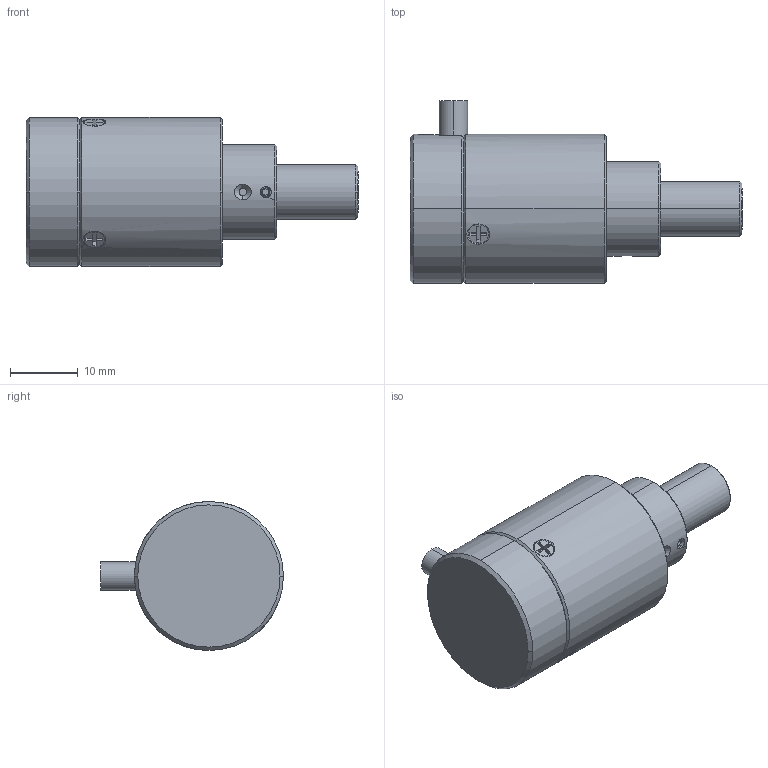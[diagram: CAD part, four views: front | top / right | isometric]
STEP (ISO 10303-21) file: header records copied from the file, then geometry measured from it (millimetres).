
FILE_DESCRIPTION (( 'STEP AP214' ), '1' );
FILE_NAME ('21869.step', '2022-08-25T15:42:42', ( '' ), ( '' ), 'SwSTEP 2.0', 'SolidWorks 2021', '' );
FILE_SCHEMA (( 'AUTOMOTIVE_DESIGN' ));
Length unit declared in the file: inch
Products named in the file (1): 21869
Bounding box: 49 x 27 x 22 mm (x, y, z)
Surface area: 3586.3 mm2 (no closed solid volume)
Topology: 0 solids, 3 shells, 106 faces, 266 edges, 174 vertices
Faces by surface type: plane 63, cone 23, cylinder 20
Entity records: 3812 total; most frequent: CARTESIAN_POINT 1206, DIRECTION 528, ORIENTED_EDGE 524, EDGE_CURVE 266, VECTOR 180, LINE 180, AXIS2_PLACEMENT_3D 174, VERTEX_POINT 174
